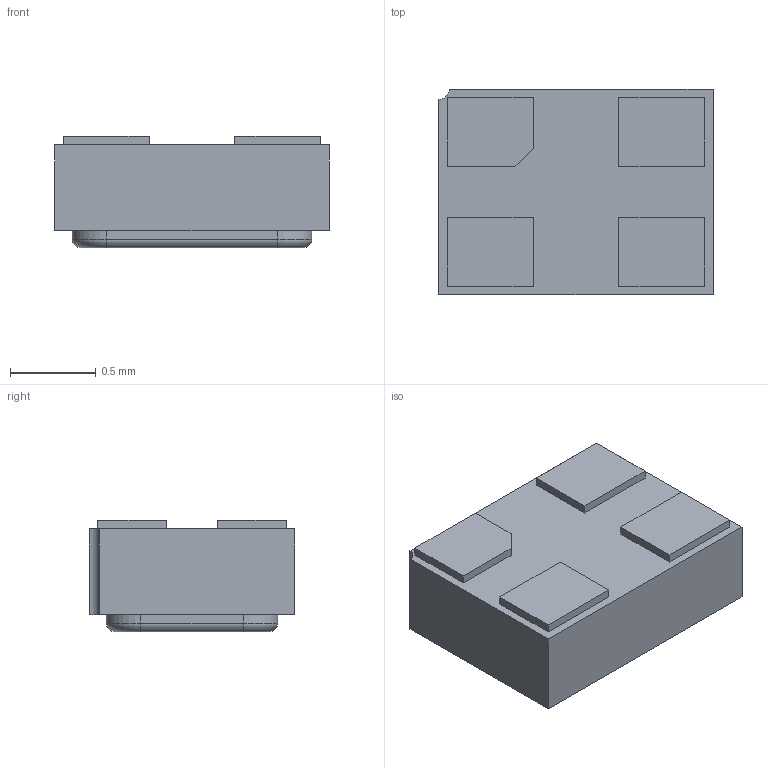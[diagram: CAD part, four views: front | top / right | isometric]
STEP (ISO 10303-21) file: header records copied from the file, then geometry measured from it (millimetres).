
FILE_DESCRIPTION (( 'STEP AP214' ), '1' );
FILE_NAME ('oscillator.STEP', '2018-05-06T20:09:44', ( '' ), ( '' ), 'SwSTEP 2.0', 'SolidWorks 2018', '' );
FILE_SCHEMA (( 'AUTOMOTIVE_DESIGN' ));
Length unit declared in the file: millimetre
Products named in the file (1): oscillator
Bounding box: 1.6 x 1.2 x 0.65 mm (x, y, z)
Volume: 1.1 mm3; surface area: 11.6 mm2
Topology: 6 solids, 6 shells, 50 faces, 106 edges, 68 vertices
Faces by surface type: plane 37, cylinder 9, torus 4
Entity records: 1869 total; most frequent: DIRECTION 230, CARTESIAN_POINT 225, ORIENTED_EDGE 212, EDGE_CURVE 106, LINE 84, VECTOR 84, AXIS2_PLACEMENT_3D 73, VERTEX_POINT 68
